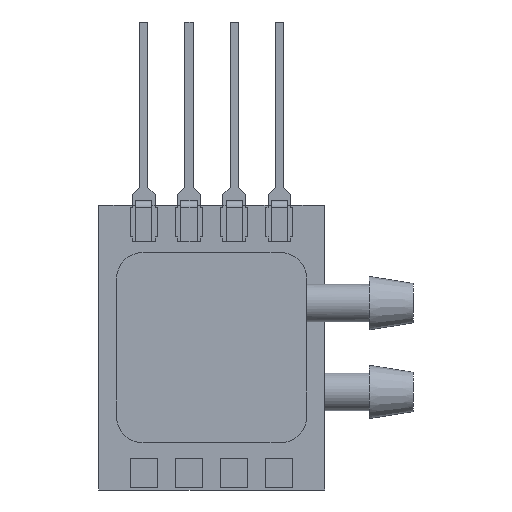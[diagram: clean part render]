
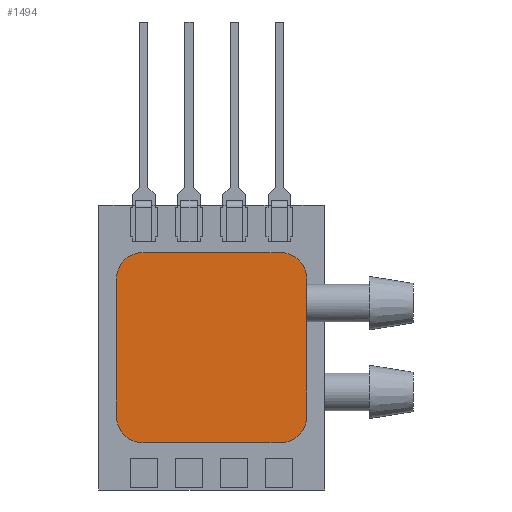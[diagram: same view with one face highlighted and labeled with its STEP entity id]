
A CAD part, front view. The second image highlights one B-rep face of the part: STEP entity #1494.
In plain terms, the highlighted planar face has unit normal (0, -1, 0).
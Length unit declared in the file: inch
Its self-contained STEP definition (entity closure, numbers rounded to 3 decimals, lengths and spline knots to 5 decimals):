
#1494 = ADVANCED_FACE ( 'NONE', ( #1917 ), #9651, .T. ) ;
#1917 = FACE_OUTER_BOUND ( 'NONE', #2621, .T. ) ;
#2444 = ORIENTED_EDGE ( 'NONE', *, *, #7429, .F. ) ;
#2445 = ORIENTED_EDGE ( 'NONE', *, *, #7425, .F. ) ;
#2446 = ORIENTED_EDGE ( 'NONE', *, *, #7519, .F. ) ;
#2447 = ORIENTED_EDGE ( 'NONE', *, *, #7430, .F. ) ;
#2448 = ORIENTED_EDGE ( 'NONE', *, *, #7514, .F. ) ;
#2449 = ORIENTED_EDGE ( 'NONE', *, *, #7426, .F. ) ;
#2450 = ORIENTED_EDGE ( 'NONE', *, *, #7421, .F. ) ;
#2451 = ORIENTED_EDGE ( 'NONE', *, *, #7412, .F. ) ;
#2452 = ORIENTED_EDGE ( 'NONE', *, *, #7419, .F. ) ;
#2453 = ORIENTED_EDGE ( 'NONE', *, *, #7413, .F. ) ;
#2621 = EDGE_LOOP ( 'NONE', ( #2453, #2452, #2451, #2450, #2449, #2448, #2447, #2446, #2445, #2444 ) ) ;
#3699 = CARTESIAN_POINT ( 'NONE',  ( 0.2105, -0.13578, -0.1515 ) ) ;
#3732 = CARTESIAN_POINT ( 'NONE',  ( 0.2105, -0.13578, 0.1515 ) ) ;
#3736 = CARTESIAN_POINT ( 'NONE',  ( 0.2105, -0.13578, 0.07963 ) ) ;
#3737 = CARTESIAN_POINT ( 'NONE',  ( 0.2105, -0.13578, 0.11722 ) ) ;
#4646 = CARTESIAN_POINT ( 'NONE',  ( -0.2105, -0.13578, 0.1515 ) ) ;
#4648 = CARTESIAN_POINT ( 'NONE',  ( -0.2105, -0.13578, -0.1515 ) ) ;
#4649 = CARTESIAN_POINT ( 'NONE',  ( -0.1515, -0.13578, 0.2105 ) ) ;
#4650 = CARTESIAN_POINT ( 'NONE',  ( 0.1515, -0.13578, -0.2105 ) ) ;
#4652 = CARTESIAN_POINT ( 'NONE',  ( 0.1515, -0.13578, 0.2105 ) ) ;
#4658 = CARTESIAN_POINT ( 'NONE',  ( -0.1515, -0.13578, -0.2105 ) ) ;
#4896 = AXIS2_PLACEMENT_3D ( 'NONE', #5475, #5476, #5477 ) ;
#4897 = AXIS2_PLACEMENT_3D ( 'NONE', #5443, #5444, #5445 ) ;
#4898 = AXIS2_PLACEMENT_3D ( 'NONE', #5446, #5447, #5448 ) ;
#4899 = AXIS2_PLACEMENT_3D ( 'NONE', #5467, #5473, #5474 ) ;
#5443 = CARTESIAN_POINT ( 'NONE',  ( -0.1515, -0.13578, -0.1515 ) ) ;
#5444 = DIRECTION ( 'NONE',  ( 0., 1., 0. ) ) ;
#5445 = DIRECTION ( 'NONE',  ( 0., 0., 1. ) ) ;
#5446 = CARTESIAN_POINT ( 'NONE',  ( -0.1515, -0.13578, 0.1515 ) ) ;
#5447 = DIRECTION ( 'NONE',  ( 0., 1., 0. ) ) ;
#5448 = DIRECTION ( 'NONE',  ( 0., 0., 1. ) ) ;
#5451 = CARTESIAN_POINT ( 'NONE',  ( -0.1515, -0.13578, -0.2105 ) ) ;
#5459 = CARTESIAN_POINT ( 'NONE',  ( -0.2105, -0.13578, -0.1515 ) ) ;
#5460 = DIRECTION ( 'NONE',  ( 0., 0., 1. ) ) ;
#5464 = DIRECTION ( 'NONE',  ( -1., 0., 0. ) ) ;
#5467 = CARTESIAN_POINT ( 'NONE',  ( 0.1515, -0.13578, 0.1515 ) ) ;
#5473 = DIRECTION ( 'NONE',  ( 0., 1., 0. ) ) ;
#5474 = DIRECTION ( 'NONE',  ( 0., 0., 1. ) ) ;
#5475 = CARTESIAN_POINT ( 'NONE',  ( 0.1515, -0.13578, -0.1515 ) ) ;
#5476 = DIRECTION ( 'NONE',  ( 0., 1., 0. ) ) ;
#5477 = DIRECTION ( 'NONE',  ( 0., 0., -1. ) ) ;
#5482 = CARTESIAN_POINT ( 'NONE',  ( -0.1515, -0.13578, 0.2105 ) ) ;
#5483 = DIRECTION ( 'NONE',  ( 1., 0., 0. ) ) ;
#5485 = CARTESIAN_POINT ( 'NONE',  ( 0.2105, -0.13578, -0.1515 ) ) ;
#5486 = DIRECTION ( 'NONE',  ( 0., 0., -1. ) ) ;
#5669 = CARTESIAN_POINT ( 'NONE',  ( 0.2105, -0.13578, -0.1515 ) ) ;
#5670 = DIRECTION ( 'NONE',  ( 0., 0., -1. ) ) ;
#5680 = CARTESIAN_POINT ( 'NONE',  ( 0.2105, -0.13578, -0.1515 ) ) ;
#5681 = DIRECTION ( 'NONE',  ( 0., 0., -1. ) ) ;
#5978 = VECTOR ( 'NONE', #5670, 39.37008 ) ;
#5979 = LINE ( 'NONE', #5669, #5978 ) ;
#5984 = LINE ( 'NONE', #5680, #5988 ) ;
#5988 = VECTOR ( 'NONE', #5681, 39.37008 ) ;
#6134 = VECTOR ( 'NONE', #5486, 39.37008 ) ;
#6135 = LINE ( 'NONE', #5485, #6134 ) ;
#6137 = CIRCLE ( 'NONE', #4896, 0.059 ) ;
#6138 = VECTOR ( 'NONE', #5483, 39.37008 ) ;
#6139 = CIRCLE ( 'NONE', #4899, 0.059 ) ;
#6141 = LINE ( 'NONE', #5482, #6138 ) ;
#6147 = VECTOR ( 'NONE', #5464, 39.37008 ) ;
#6150 = VECTOR ( 'NONE', #5460, 39.37008 ) ;
#6151 = LINE ( 'NONE', #5459, #6150 ) ;
#6159 = CIRCLE ( 'NONE', #4898, 0.059 ) ;
#6161 = CIRCLE ( 'NONE', #4897, 0.059 ) ;
#6166 = LINE ( 'NONE', #5451, #6147 ) ;
#6607 = AXIS2_PLACEMENT_3D ( 'NONE', #9636, #9644, #9643 ) ;
#7412 = EDGE_CURVE ( 'NONE', #7983, #7973, #6161, .T. ) ;
#7413 = EDGE_CURVE ( 'NONE', #7971, #7974, #6159, .T. ) ;
#7419 = EDGE_CURVE ( 'NONE', #7973, #7971, #6151, .T. ) ;
#7421 = EDGE_CURVE ( 'NONE', #7975, #7983, #6166, .T. ) ;
#7425 = EDGE_CURVE ( 'NONE', #7977, #8079, #6139, .T. ) ;
#7426 = EDGE_CURVE ( 'NONE', #8046, #7975, #6137, .T. ) ;
#7429 = EDGE_CURVE ( 'NONE', #7974, #7977, #6141, .T. ) ;
#7430 = EDGE_CURVE ( 'NONE', #8084, #8083, #6135, .T. ) ;
#7514 = EDGE_CURVE ( 'NONE', #8083, #8046, #5979, .T. ) ;
#7519 = EDGE_CURVE ( 'NONE', #8079, #8084, #5984, .T. ) ;
#7971 = VERTEX_POINT ( 'NONE', #4646 ) ;
#7973 = VERTEX_POINT ( 'NONE', #4648 ) ;
#7974 = VERTEX_POINT ( 'NONE', #4649 ) ;
#7975 = VERTEX_POINT ( 'NONE', #4650 ) ;
#7977 = VERTEX_POINT ( 'NONE', #4652 ) ;
#7983 = VERTEX_POINT ( 'NONE', #4658 ) ;
#8046 = VERTEX_POINT ( 'NONE', #3699 ) ;
#8079 = VERTEX_POINT ( 'NONE', #3732 ) ;
#8083 = VERTEX_POINT ( 'NONE', #3736 ) ;
#8084 = VERTEX_POINT ( 'NONE', #3737 ) ;
#9636 = CARTESIAN_POINT ( 'NONE',  ( -0.1515, -0.13578, 0.1515 ) ) ;
#9643 = DIRECTION ( 'NONE',  ( 0., 0., 1. ) ) ;
#9644 = DIRECTION ( 'NONE',  ( 0., -1., 0. ) ) ;
#9651 = PLANE ( 'NONE',  #6607 ) ;
